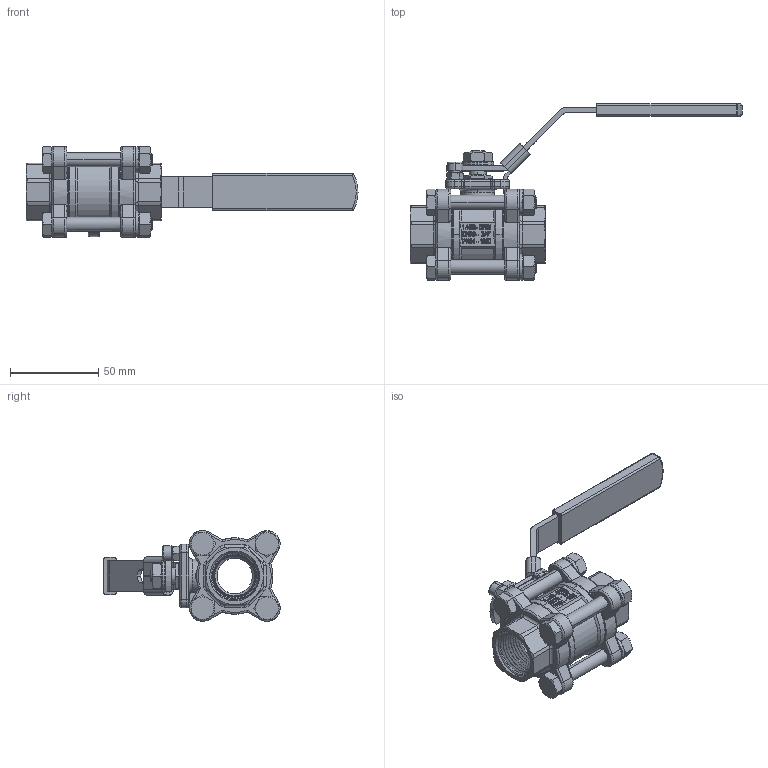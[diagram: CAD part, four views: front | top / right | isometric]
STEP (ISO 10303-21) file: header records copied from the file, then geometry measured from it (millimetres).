
FILE_DESCRIPTION (( 'STEP AP214' ), '1' );
FILE_NAME ('JV-32D 格蘭型(牙口).STEP', '2009-03-05T05:15:46', ( 'Colling' ), ( 'Collings' ), 'SwSTEP 2.0', 'SolidWorks 2005179', '' );
FILE_SCHEMA (( 'AUTOMOTIVE_DESIGN' ));
Length unit declared in the file: millimetre
Products named in the file (1): JV-32D 格蘭型(牙口)
Bounding box: 187.65 x 99.71 x 51.43 mm (x, y, z)
Volume: 106090.2 mm3; surface area: 70382.6 mm2
Topology: 25 solids, 25 shells, 1634 faces, 4206 edges, 2653 vertices
Faces by surface type: cylinder 526, plane 499, bspline 246, cone 212, torus 129, sphere 22
Entity records: 123827 total; most frequent: CARTESIAN_POINT 69695, ORIENTED_EDGE 8364, DIRECTION 6331, EDGE_CURVE 4182, VERTEX_POINT 2649, AXIS2_PLACEMENT_3D 2322, EDGE_LOOP 1751, VECTOR 1687
